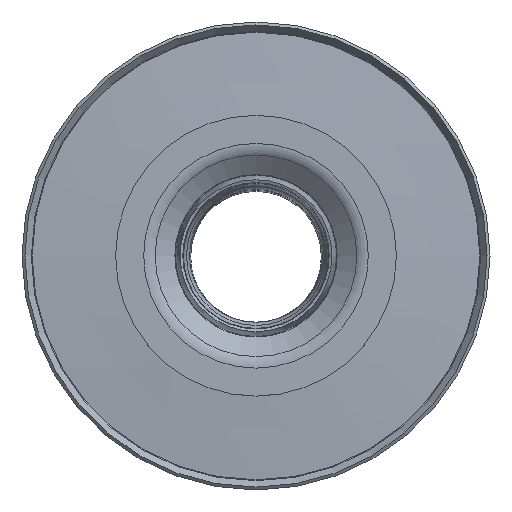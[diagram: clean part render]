
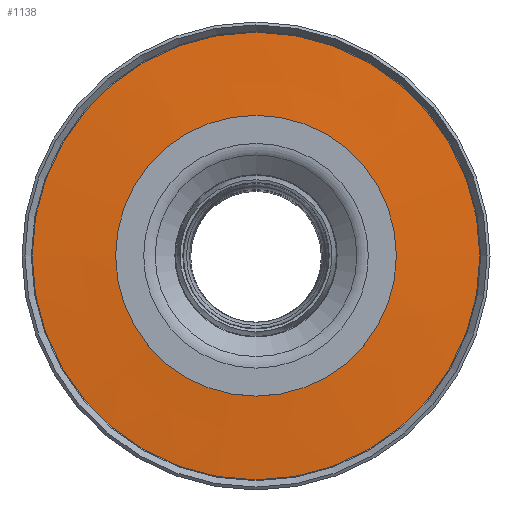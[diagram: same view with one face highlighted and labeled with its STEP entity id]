
A CAD part, top view. The second image highlights one B-rep face of the part: STEP entity #1138.
In plain terms, the highlighted conical face has half-angle 86.049 degrees and reference radius 921.657 mm.
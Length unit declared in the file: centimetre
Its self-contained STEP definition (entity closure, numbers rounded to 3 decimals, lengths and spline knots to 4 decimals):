
#40=CONICAL_SURFACE('',#1271,92.1656,1.502);
#102=LINE('',#1963,#139);
#139=VECTOR('',#1570,92.1656);
#212=FACE_OUTER_BOUND('',#291,.T.);
#291=EDGE_LOOP('',(#866,#867,#868,#869,#870));
#386=CIRCLE('',#1270,67.1366);
#387=CIRCLE('',#1272,117.1947);
#388=CIRCLE('',#1273,117.1947);
#505=VERTEX_POINT('',#1955);
#506=VERTEX_POINT('',#1959);
#507=VERTEX_POINT('',#1960);
#635=EDGE_CURVE('',#505,#505,#386,.T.);
#636=EDGE_CURVE('',#506,#507,#387,.T.);
#637=EDGE_CURVE('',#507,#506,#388,.T.);
#638=EDGE_CURVE('',#507,#505,#102,.T.);
#866=ORIENTED_EDGE('',*,*,#636,.F.);
#867=ORIENTED_EDGE('',*,*,#637,.F.);
#868=ORIENTED_EDGE('',*,*,#638,.T.);
#869=ORIENTED_EDGE('',*,*,#635,.T.);
#870=ORIENTED_EDGE('',*,*,#638,.F.);
#1138=ADVANCED_FACE('',(#212),#40,.T.);
#1270=AXIS2_PLACEMENT_3D('',#1957,#1562,#1563);
#1271=AXIS2_PLACEMENT_3D('',#1958,#1564,#1565);
#1272=AXIS2_PLACEMENT_3D('',#1961,#1566,#1567);
#1273=AXIS2_PLACEMENT_3D('',#1962,#1568,#1569);
#1562=DIRECTION('center_axis',(0.,0.,-1.));
#1563=DIRECTION('ref_axis',(1.,0.,0.));
#1564=DIRECTION('center_axis',(0.,0.,-1.));
#1565=DIRECTION('ref_axis',(-1.,0.,0.));
#1566=DIRECTION('center_axis',(0.,0.,-1.));
#1567=DIRECTION('ref_axis',(1.,0.,0.));
#1568=DIRECTION('center_axis',(0.,0.,-1.));
#1569=DIRECTION('ref_axis',(1.,0.,0.));
#1570=DIRECTION('',(-0.998,0.,0.069));
#1955=CARTESIAN_POINT('',(67.1366,0.,235.5403));
#1957=CARTESIAN_POINT('Origin',(0.,0.,235.5403));
#1958=CARTESIAN_POINT('Origin',(0.,0.,233.8118));
#1959=CARTESIAN_POINT('',(0.,-117.1947,232.0833));
#1960=CARTESIAN_POINT('',(117.1947,0.,232.0833));
#1961=CARTESIAN_POINT('Origin',(0.,0.,232.0833));
#1962=CARTESIAN_POINT('Origin',(0.,0.,232.0833));
#1963=CARTESIAN_POINT('',(92.1656,0.,233.8118));
